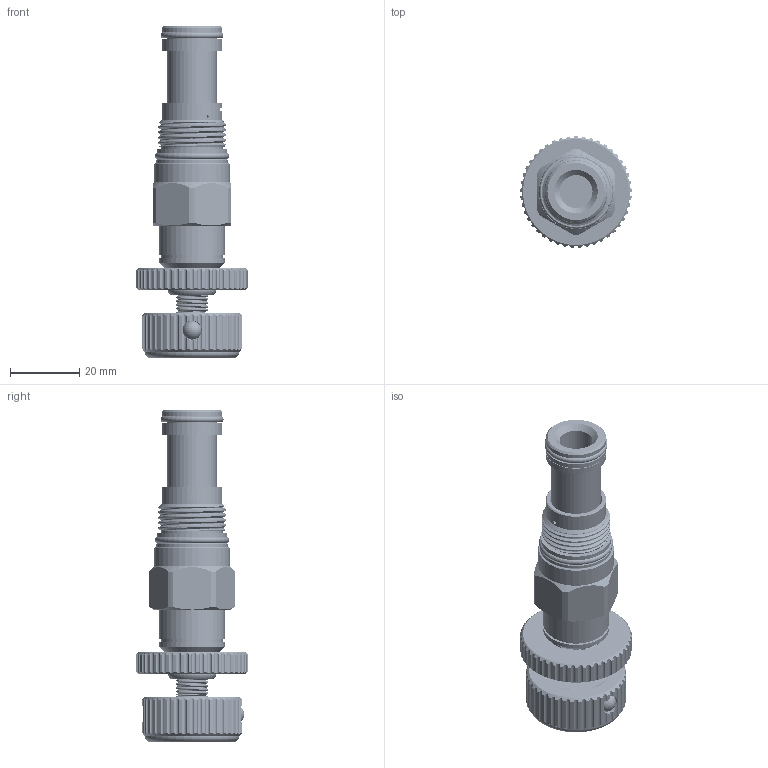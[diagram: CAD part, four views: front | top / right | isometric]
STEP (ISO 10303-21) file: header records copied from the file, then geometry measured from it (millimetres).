
FILE_DESCRIPTION (( 'STEP AP203' ), '1' );
FILE_NAME ('RD10A21-K.STEP', '2016-08-01T01:08:12', ( '' ), ( '' ), 'SwSTEP 2.0', 'SolidWorks 2012', '' );
FILE_SCHEMA (( 'CONFIG_CONTROL_DESIGN' ));
Length unit declared in the file: millimetre
Products named in the file (1): RD10A21-K
Bounding box: 32.2 x 32.18 x 95.72 mm (x, y, z)
Volume: 31206.1 mm3; surface area: 12966.2 mm2
Topology: 4 solids, 62 shells, 4985 faces, 10855 edges, 7128 vertices
Faces by surface type: cylinder 3220, plane 1613, cone 62, bspline 54, torus 32, sphere 4
Entity records: 170700 total; most frequent: CARTESIAN_POINT 56329, DIRECTION 26560, ORIENTED_EDGE 21682, AXIS2_PLACEMENT_3D 11499, EDGE_CURVE 10841, VERTEX_POINT 7128, CIRCLE 6567, EDGE_LOOP 6155
